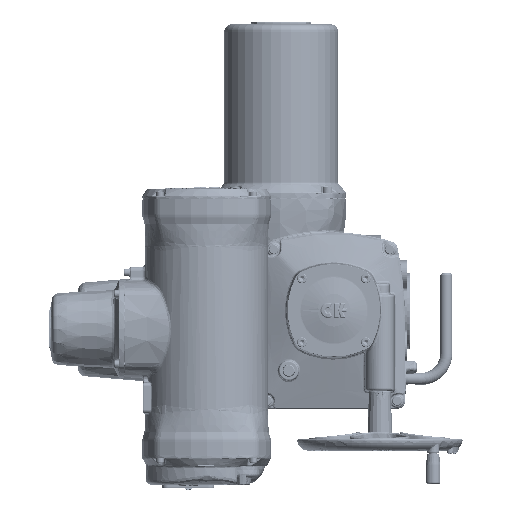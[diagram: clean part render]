
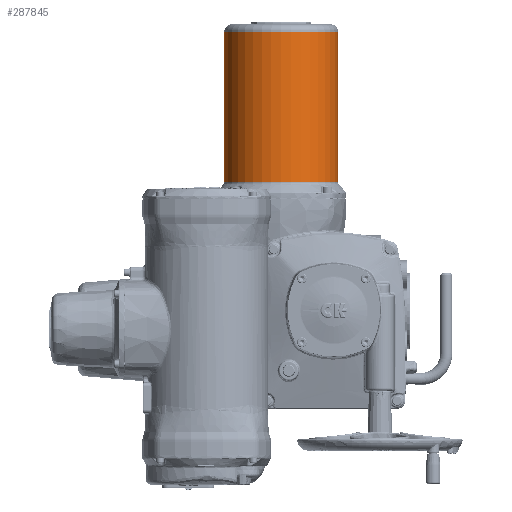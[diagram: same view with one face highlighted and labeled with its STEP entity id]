
A CAD part, top view. The second image highlights one B-rep face of the part: STEP entity #287845.
In plain terms, the highlighted cylindrical face has radius 75.5 mm (diameter 151 mm), a full revolution.
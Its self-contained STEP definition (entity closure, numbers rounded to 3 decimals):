
#10396=B_SPLINE_CURVE_WITH_KNOTS('',3,(#428690,#428691,#428692,#428693,
#428694,#428695,#428696,#428697,#428698,#428699,#428700,#428701,#428702,
#428703,#428704,#428705,#428706,#428707,#428708,#428709,#428710,#428711,
#428712,#428713,#428714,#428715,#428716,#428717,#428718,#428719,#428720,
#428721,#428722,#428723,#428724),.UNSPECIFIED.,.T.,.F.,(1,1,1,1,1,1,1,1,
1,1,1,1,1,1,1,1,1,1,1,1,1,1,1,1,1,1,1,1,1,1,1,1,1,1,1,1,1,1,1),(-0.095,
-0.064,-0.033,0.,0.03,0.061,0.092,
0.123,0.155,0.186,0.217,0.248,
0.28,0.311,0.342,0.373,
0.405,0.436,0.467,0.498,
0.53,0.561,0.592,0.623,
0.655,0.686,0.717,0.748,
0.78,0.811,0.842,0.873,
0.905,0.936,0.967,1.,1.03,1.061,
1.092),.UNSPECIFIED.);
#19794=CYLINDRICAL_SURFACE('',#301438,75.5);
#58335=ORIENTED_EDGE('',*,*,#112571,.T.);
#58336=ORIENTED_EDGE('',*,*,#112570,.T.);
#58337=ORIENTED_EDGE('',*,*,#112572,.T.);
#112570=EDGE_CURVE('',#140547,#140547,#10396,.T.);
#112571=EDGE_CURVE('',#140548,#140548,#156690,.T.);
#112572=EDGE_CURVE('',#140549,#140549,#156691,.T.);
#140547=VERTEX_POINT('',#428725);
#140548=VERTEX_POINT('',#428728);
#140549=VERTEX_POINT('',#428730);
#156690=CIRCLE('',#301439,75.5);
#156691=CIRCLE('',#301440,75.5);
#163883=EDGE_LOOP('',(#58335));
#163884=EDGE_LOOP('',(#58336));
#163885=EDGE_LOOP('',(#58337));
#178210=FACE_BOUND('',#163883,.T.);
#178211=FACE_BOUND('',#163884,.T.);
#178212=FACE_BOUND('',#163885,.T.);
#287845=ADVANCED_FACE('',(#178210,#178211,#178212),#19794,.T.);
#301438=AXIS2_PLACEMENT_3D('',#428726,#323418,#323419);
#301439=AXIS2_PLACEMENT_3D('',#428727,#323420,#323421);
#301440=AXIS2_PLACEMENT_3D('',#428729,#323422,#323423);
#323418=DIRECTION('',(0.,1.,0.));
#323419=DIRECTION('',(-1.,0.,0.));
#323420=DIRECTION('',(0.,-1.,0.));
#323421=DIRECTION('',(1.,0.,0.));
#323422=DIRECTION('',(0.,1.,0.));
#323423=DIRECTION('',(-1.,0.,0.));
#428690=CARTESIAN_POINT('',(-53.994,256.519,3.214));
#428691=CARTESIAN_POINT('',(-53.305,259.873,3.369));
#428692=CARTESIAN_POINT('',(-53.238,263.299,3.384));
#428693=CARTESIAN_POINT('',(-53.752,266.593,3.268));
#428694=CARTESIAN_POINT('',(-54.88,269.8,3.025));
#428695=CARTESIAN_POINT('',(-56.574,272.753,2.695));
#428696=CARTESIAN_POINT('',(-58.774,275.301,2.325));
#428697=CARTESIAN_POINT('',(-61.47,277.397,1.965));
#428698=CARTESIAN_POINT('',(-64.496,278.884,1.678));
#428699=CARTESIAN_POINT('',(-67.816,279.719,1.506));
#428700=CARTESIAN_POINT('',(-71.215,279.821,1.484));
#428701=CARTESIAN_POINT('',(-74.563,279.2,1.614));
#428702=CARTESIAN_POINT('',(-77.714,277.876,1.875));
#428703=CARTESIAN_POINT('',(-80.492,275.961,2.217));
#428704=CARTESIAN_POINT('',(-82.854,273.515,2.592));
#428705=CARTESIAN_POINT('',(-84.698,270.675,2.939));
#428706=CARTESIAN_POINT('',(-85.985,267.524,3.209));
#428707=CARTESIAN_POINT('',(-86.688,264.18,3.367));
#428708=CARTESIAN_POINT('',(-86.773,260.776,3.387));
#428709=CARTESIAN_POINT('',(-86.249,257.412,3.268));
#428710=CARTESIAN_POINT('',(-85.126,254.207,3.026));
#428711=CARTESIAN_POINT('',(-83.438,251.263,2.697));
#428712=CARTESIAN_POINT('',(-81.224,248.701,2.325));
#428713=CARTESIAN_POINT('',(-78.551,246.615,1.967));
#428714=CARTESIAN_POINT('',(-75.498,245.113,1.678));
#428715=CARTESIAN_POINT('',(-72.189,244.283,1.507));
#428716=CARTESIAN_POINT('',(-68.797,244.175,1.484));
#428717=CARTESIAN_POINT('',(-65.424,244.805,1.615));
#428718=CARTESIAN_POINT('',(-62.308,246.112,1.873));
#428719=CARTESIAN_POINT('',(-59.502,248.044,2.218));
#428720=CARTESIAN_POINT('',(-57.152,250.478,2.591));
#428721=CARTESIAN_POINT('',(-55.306,253.318,2.938));
#428722=CARTESIAN_POINT('',(-53.994,256.519,3.214));
#428723=CARTESIAN_POINT('',(-53.305,259.873,3.369));
#428724=CARTESIAN_POINT('',(-53.238,263.299,3.384));
#428725=CARTESIAN_POINT('',(-53.396,260.002,3.348));
#428726=CARTESIAN_POINT('',(-70.,102.5,77.));
#428727=CARTESIAN_POINT('',(-70.,370.,77.));
#428728=CARTESIAN_POINT('',(5.5,370.,77.));
#428729=CARTESIAN_POINT('',(-70.,170.646,77.));
#428730=CARTESIAN_POINT('',(-145.5,170.646,77.));
